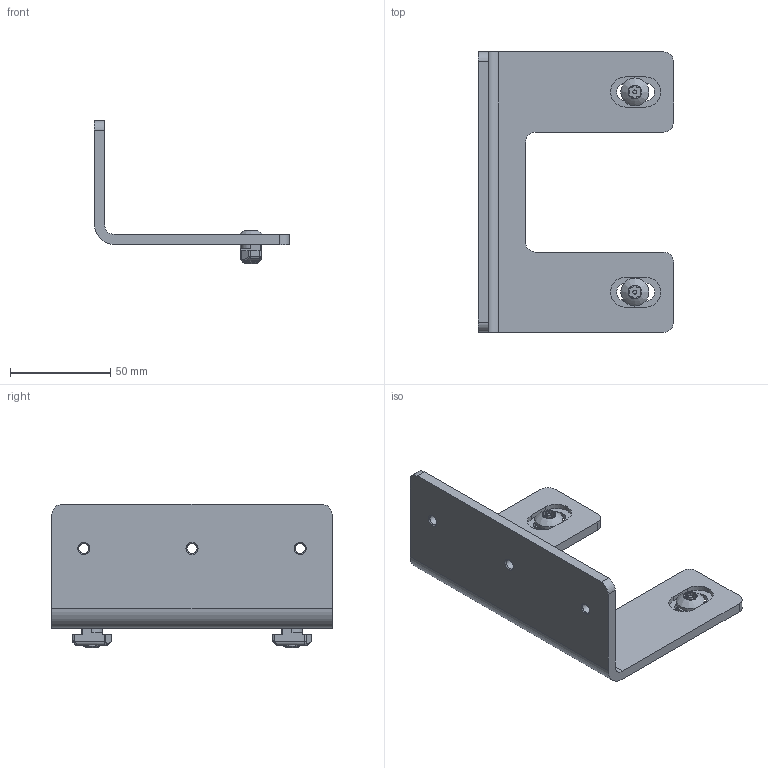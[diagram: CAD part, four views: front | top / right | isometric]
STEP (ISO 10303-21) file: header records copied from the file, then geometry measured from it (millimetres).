
FILE_DESCRIPTION (( 'STEP AP214' ), '1' );
FILE_NAME ('RS-Z-MS1_REV1.STEP', '2023-08-16T11:46:13', ( '' ), ( '' ), 'SwSTEP 2.0', 'SolidWorks 2021', '' );
FILE_SCHEMA (( 'AUTOMOTIVE_DESIGN' ));
Length unit declared in the file: inch
Products named in the file (1): RS-Z-MS1_REV1
Bounding box: 97.5 x 140 x 71.5 mm (x, y, z)
Volume: 84959.7 mm3; surface area: 40338.6 mm2
Topology: 5 solids, 5 shells, 299 faces, 801 edges, 512 vertices
Faces by surface type: cylinder 149, plane 118, bspline 12, cone 10, sphere 10
Full cylindrical faces by diameter (mm): 2 x2, 5 x3, 6.75 x2, 8 x2, 14 x2
Entity records: 10280 total; most frequent: CARTESIAN_POINT 2768, DIRECTION 1580, ORIENTED_EDGE 1524, EDGE_CURVE 762, AXIS2_PLACEMENT_3D 576, VERTEX_POINT 500, LINE 428, VECTOR 428
